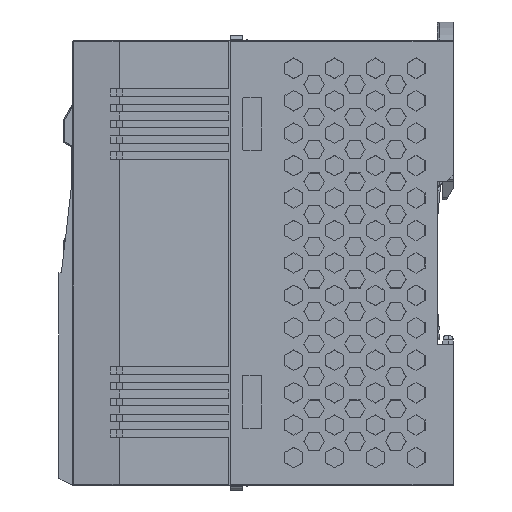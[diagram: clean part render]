
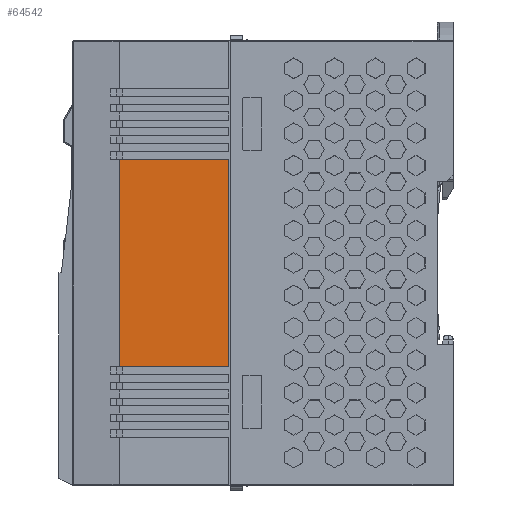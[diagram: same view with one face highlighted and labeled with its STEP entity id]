
A CAD part, left-side view. The second image highlights one B-rep face of the part: STEP entity #64542.
In plain terms, the highlighted planar face has unit normal (-1, 0, 0).
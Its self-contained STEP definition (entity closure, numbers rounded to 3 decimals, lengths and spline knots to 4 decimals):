
#8240 = VECTOR ( 'NONE', #92972, 39.3701 ) ;
#9955 = CARTESIAN_POINT ( 'NONE',  ( -3.7008, 1.7598, -1.8898 ) ) ;
#13305 = CARTESIAN_POINT ( 'NONE',  ( -3.7008, 2.7047, 2.2677 ) ) ;
#21202 = VERTEX_POINT ( 'NONE', #114332 ) ;
#22600 = DIRECTION ( 'NONE',  ( 0., 0., 1. ) ) ;
#28265 = ORIENTED_EDGE ( 'NONE', *, *, #63869, .T. ) ;
#37611 = VECTOR ( 'NONE', #111909, 39.3701 ) ;
#37680 = FACE_OUTER_BOUND ( 'NONE', #114990, .T. ) ;
#43796 = VERTEX_POINT ( 'NONE', #109478 ) ;
#48006 = EDGE_CURVE ( 'NONE', #21202, #129042, #150842, .T. ) ;
#52026 = ORIENTED_EDGE ( 'NONE', *, *, #109311, .F. ) ;
#59201 = DIRECTION ( 'NONE',  ( 0., -1., 0. ) ) ;
#63869 = EDGE_CURVE ( 'NONE', #129042, #142705, #80329, .T. ) ;
#64542 = ADVANCED_FACE ( 'NONE', ( #37680 ), #85700, .T. ) ;
#64590 = EDGE_CURVE ( 'NONE', #43796, #21202, #79725, .T. ) ;
#72477 = CARTESIAN_POINT ( 'NONE',  ( -3.7008, 1.7717, 0. ) ) ;
#73266 = LINE ( 'NONE', #162412, #37611 ) ;
#79725 = LINE ( 'NONE', #13305, #145967 ) ;
#80329 = LINE ( 'NONE', #72477, #8240 ) ;
#85700 = PLANE ( 'NONE',  #100342 ) ;
#86119 = CARTESIAN_POINT ( 'NONE',  ( -3.7008, 0., -0.8819 ) ) ;
#92972 = DIRECTION ( 'NONE',  ( 0., 0., 1. ) ) ;
#100342 = AXIS2_PLACEMENT_3D ( 'NONE', #9955, #140302, #22600 ) ;
#109311 = EDGE_CURVE ( 'NONE', #43796, #142705, #73266, .T. ) ;
#109478 = CARTESIAN_POINT ( 'NONE',  ( -3.7008, 2.7047, 0.8819 ) ) ;
#111909 = DIRECTION ( 'NONE',  ( 0., -1., 0. ) ) ;
#114332 = CARTESIAN_POINT ( 'NONE',  ( -3.7008, 2.7047, -0.8819 ) ) ;
#114990 = EDGE_LOOP ( 'NONE', ( #28265, #52026, #131808, #132550 ) ) ;
#115902 = DIRECTION ( 'NONE',  ( 0., 0., -1. ) ) ;
#124127 = CARTESIAN_POINT ( 'NONE',  ( -3.7008, 1.7717, -0.8819 ) ) ;
#129042 = VERTEX_POINT ( 'NONE', #124127 ) ;
#131808 = ORIENTED_EDGE ( 'NONE', *, *, #64590, .T. ) ;
#132550 = ORIENTED_EDGE ( 'NONE', *, *, #48006, .T. ) ;
#139498 = VECTOR ( 'NONE', #59201, 39.3701 ) ;
#140302 = DIRECTION ( 'NONE',  ( -1., 0., 0. ) ) ;
#142705 = VERTEX_POINT ( 'NONE', #160856 ) ;
#145967 = VECTOR ( 'NONE', #115902, 39.3701 ) ;
#150842 = LINE ( 'NONE', #86119, #139498 ) ;
#160856 = CARTESIAN_POINT ( 'NONE',  ( -3.7008, 1.7717, 0.8819 ) ) ;
#162412 = CARTESIAN_POINT ( 'NONE',  ( -3.7008, 0., 0.8819 ) ) ;
